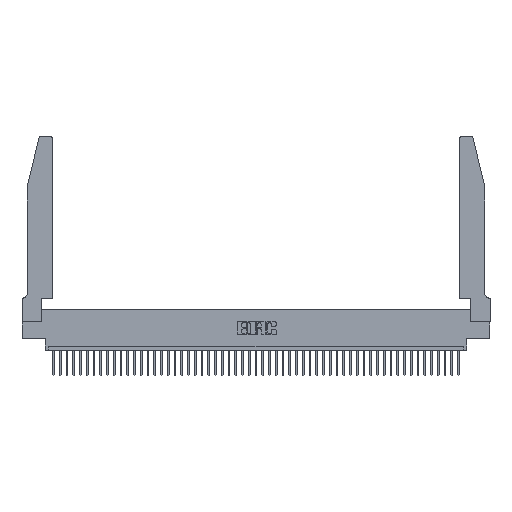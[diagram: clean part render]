
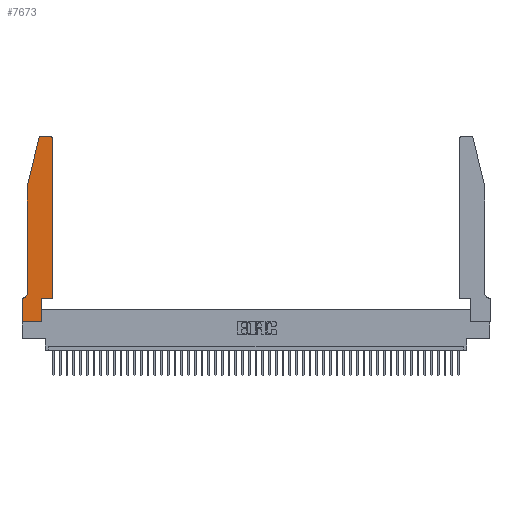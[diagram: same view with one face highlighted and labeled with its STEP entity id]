
A CAD part, top view. The second image highlights one B-rep face of the part: STEP entity #7673.
In plain terms, the highlighted planar face has unit normal (0, 0, 1).
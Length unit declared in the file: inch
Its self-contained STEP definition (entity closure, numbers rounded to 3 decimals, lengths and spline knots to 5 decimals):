
#421 = EDGE_LOOP ( 'NONE', ( #39577, #44338, #37921, #9865, #30710, #42531, #47702, #43314, #8713, #1856, #27984, #24879 ) ) ;
#603 = CARTESIAN_POINT ( 'NONE',  ( 0.0755, 2., 0.37 ) ) ;
#729 = DIRECTION ( 'NONE',  ( 1., 0., 0. ) ) ;
#1301 = VECTOR ( 'NONE', #729, 39.37008 ) ;
#1512 = CARTESIAN_POINT ( 'NONE',  ( 0.0755, 0.35, 0.37 ) ) ;
#1812 = CARTESIAN_POINT ( 'NONE',  ( 0.0055, 0.42, 0.37 ) ) ;
#1856 = ORIENTED_EDGE ( 'NONE', *, *, #31882, .T. ) ;
#2290 = CARTESIAN_POINT ( 'NONE',  ( 0., 0., 0.37 ) ) ;
#4283 = CARTESIAN_POINT ( 'NONE',  ( 0., 0.35, 0.37 ) ) ;
#5413 = DIRECTION ( 'NONE',  ( 0., 0., -1. ) ) ;
#5424 = DIRECTION ( 'NONE',  ( 0., -1., 0. ) ) ;
#5457 = PLANE ( 'NONE',  #45089 ) ;
#5587 = AXIS2_PLACEMENT_3D ( 'NONE', #1812, #5413, #31108 ) ;
#5725 = VERTEX_POINT ( 'NONE', #4283 ) ;
#6258 = FACE_OUTER_BOUND ( 'NONE', #421, .T. ) ;
#6669 = VECTOR ( 'NONE', #14237, 39.37008 ) ;
#7325 = EDGE_CURVE ( 'NONE', #5725, #32986, #21466, .T. ) ;
#7673 = ADVANCED_FACE ( 'NONE', ( #6258 ), #5457, .T. ) ;
#7773 = EDGE_CURVE ( 'NONE', #13680, #5725, #12598, .T. ) ;
#8146 = VERTEX_POINT ( 'NONE', #15044 ) ;
#8713 = ORIENTED_EDGE ( 'NONE', *, *, #34033, .T. ) ;
#8947 = CIRCLE ( 'NONE', #5587, 0.07 ) ;
#9218 = DIRECTION ( 'NONE',  ( 1., 0., 0. ) ) ;
#9718 = CARTESIAN_POINT ( 'NONE',  ( 0., 0.35, 0.37 ) ) ;
#9778 = DIRECTION ( 'NONE',  ( -0.239, -0.971, 0. ) ) ;
#9865 = ORIENTED_EDGE ( 'NONE', *, *, #33674, .T. ) ;
#11465 = VECTOR ( 'NONE', #38977, 39.37008 ) ;
#11785 = LINE ( 'NONE', #44130, #6669 ) ;
#12492 = DIRECTION ( 'NONE',  ( 1., 0., 0. ) ) ;
#12598 = LINE ( 'NONE', #1512, #44058 ) ;
#13269 = DIRECTION ( 'NONE',  ( 0., 0., 1. ) ) ;
#13484 = CARTESIAN_POINT ( 'NONE',  ( 0.25487, 2.72718, 0.37 ) ) ;
#13680 = VERTEX_POINT ( 'NONE', #22825 ) ;
#13862 = VERTEX_POINT ( 'NONE', #13484 ) ;
#14237 = DIRECTION ( 'NONE',  ( 0., 1., 0. ) ) ;
#14857 = DIRECTION ( 'NONE',  ( 0., 0., 1. ) ) ;
#15044 = CARTESIAN_POINT ( 'NONE',  ( 0.0755, 0.42, 0.37 ) ) ;
#15192 = CARTESIAN_POINT ( 'NONE',  ( 0.2865, 0.35, 0.37 ) ) ;
#15193 = EDGE_CURVE ( 'NONE', #43572, #18824, #43909, .T. ) ;
#15496 = DIRECTION ( 'NONE',  ( 1., 0., 0. ) ) ;
#15856 = EDGE_CURVE ( 'NONE', #18824, #13862, #19992, .T. ) ;
#17478 = CARTESIAN_POINT ( 'NONE',  ( 0.4505, 2.72, 0.37 ) ) ;
#18194 = LINE ( 'NONE', #23947, #25185 ) ;
#18722 = VECTOR ( 'NONE', #9778, 39.37008 ) ;
#18824 = VERTEX_POINT ( 'NONE', #32769 ) ;
#19571 = DIRECTION ( 'NONE',  ( 0., 0., 1. ) ) ;
#19992 = CIRCLE ( 'NONE', #27317, 0.03 ) ;
#21219 = CIRCLE ( 'NONE', #43581, 0.03 ) ;
#21466 = LINE ( 'NONE', #42580, #11465 ) ;
#22726 = CARTESIAN_POINT ( 'NONE',  ( 0.4505, 0.35, 0.37 ) ) ;
#22825 = CARTESIAN_POINT ( 'NONE',  ( 0.0055, 0.35, 0.37 ) ) ;
#22873 = CARTESIAN_POINT ( 'NONE',  ( 0.4205, 2.75, 0.37 ) ) ;
#23947 = CARTESIAN_POINT ( 'NONE',  ( 0.4505, 0.35, 0.37 ) ) ;
#24619 = LINE ( 'NONE', #42742, #18722 ) ;
#24879 = ORIENTED_EDGE ( 'NONE', *, *, #45277, .T. ) ;
#25185 = VECTOR ( 'NONE', #12492, 39.37008 ) ;
#27317 = AXIS2_PLACEMENT_3D ( 'NONE', #37446, #14857, #32197 ) ;
#27373 = VECTOR ( 'NONE', #5424, 39.37008 ) ;
#27421 = DIRECTION ( 'NONE',  ( -1., 0., 0. ) ) ;
#27984 = ORIENTED_EDGE ( 'NONE', *, *, #46605, .T. ) ;
#28043 = VERTEX_POINT ( 'NONE', #603 ) ;
#28268 = DIRECTION ( 'NONE',  ( -1., 0., 0. ) ) ;
#29392 = VERTEX_POINT ( 'NONE', #17478 ) ;
#30086 = VERTEX_POINT ( 'NONE', #15192 ) ;
#30321 = VECTOR ( 'NONE', #44404, 39.37008 ) ;
#30674 = VERTEX_POINT ( 'NONE', #43294 ) ;
#30710 = ORIENTED_EDGE ( 'NONE', *, *, #45479, .T. ) ;
#31108 = DIRECTION ( 'NONE',  ( -1., 0., 0. ) ) ;
#31285 = CARTESIAN_POINT ( 'NONE',  ( 0.0755, 2., 0.37 ) ) ;
#31882 = EDGE_CURVE ( 'NONE', #30086, #39944, #18194, .T. ) ;
#31903 = EDGE_CURVE ( 'NONE', #13862, #28043, #24619, .T. ) ;
#32197 = DIRECTION ( 'NONE',  ( 1., 0., 0. ) ) ;
#32769 = CARTESIAN_POINT ( 'NONE',  ( 0.284, 2.75, 0.37 ) ) ;
#32986 = VERTEX_POINT ( 'NONE', #2290 ) ;
#33393 = VECTOR ( 'NONE', #28268, 39.37008 ) ;
#33674 = EDGE_CURVE ( 'NONE', #28043, #8146, #43679, .T. ) ;
#34033 = EDGE_CURVE ( 'NONE', #30674, #30086, #40218, .T. ) ;
#37446 = CARTESIAN_POINT ( 'NONE',  ( 0.284, 2.72, 0.37 ) ) ;
#37921 = ORIENTED_EDGE ( 'NONE', *, *, #31903, .T. ) ;
#38977 = DIRECTION ( 'NONE',  ( 0., -1., 0. ) ) ;
#39577 = ORIENTED_EDGE ( 'NONE', *, *, #15193, .T. ) ;
#39944 = VERTEX_POINT ( 'NONE', #22726 ) ;
#40157 = CARTESIAN_POINT ( 'NONE',  ( 0.2865, 0.35, 0.37 ) ) ;
#40218 = LINE ( 'NONE', #40157, #30321 ) ;
#40881 = LINE ( 'NONE', #45195, #1301 ) ;
#41633 = CARTESIAN_POINT ( 'NONE',  ( 0.4205, 2.72, 0.37 ) ) ;
#42531 = ORIENTED_EDGE ( 'NONE', *, *, #7773, .T. ) ;
#42580 = CARTESIAN_POINT ( 'NONE',  ( 0., 0., 0.37 ) ) ;
#42742 = CARTESIAN_POINT ( 'NONE',  ( 0.0755, 2., 0.37 ) ) ;
#43294 = CARTESIAN_POINT ( 'NONE',  ( 0.2865, 0., 0.37 ) ) ;
#43314 = ORIENTED_EDGE ( 'NONE', *, *, #46958, .T. ) ;
#43572 = VERTEX_POINT ( 'NONE', #22873 ) ;
#43581 = AXIS2_PLACEMENT_3D ( 'NONE', #41633, #19571, #15496 ) ;
#43679 = LINE ( 'NONE', #31285, #27373 ) ;
#43909 = LINE ( 'NONE', #47295, #33393 ) ;
#44058 = VECTOR ( 'NONE', #27421, 39.37008 ) ;
#44130 = CARTESIAN_POINT ( 'NONE',  ( 0.4505, 0.35, 0.37 ) ) ;
#44338 = ORIENTED_EDGE ( 'NONE', *, *, #15856, .T. ) ;
#44404 = DIRECTION ( 'NONE',  ( 0., 1., 0. ) ) ;
#45089 = AXIS2_PLACEMENT_3D ( 'NONE', #9718, #13269, #9218 ) ;
#45195 = CARTESIAN_POINT ( 'NONE',  ( 0., 0., 0.37 ) ) ;
#45277 = EDGE_CURVE ( 'NONE', #29392, #43572, #21219, .T. ) ;
#45479 = EDGE_CURVE ( 'NONE', #8146, #13680, #8947, .T. ) ;
#46605 = EDGE_CURVE ( 'NONE', #39944, #29392, #11785, .T. ) ;
#46958 = EDGE_CURVE ( 'NONE', #32986, #30674, #40881, .T. ) ;
#47295 = CARTESIAN_POINT ( 'NONE',  ( 0.2605, 2.75, 0.37 ) ) ;
#47702 = ORIENTED_EDGE ( 'NONE', *, *, #7325, .T. ) ;
